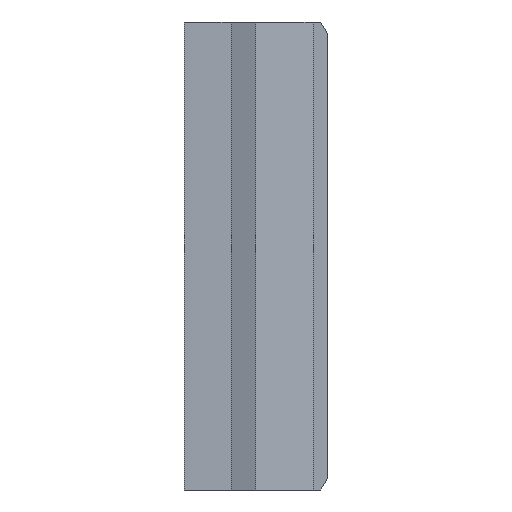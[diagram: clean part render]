
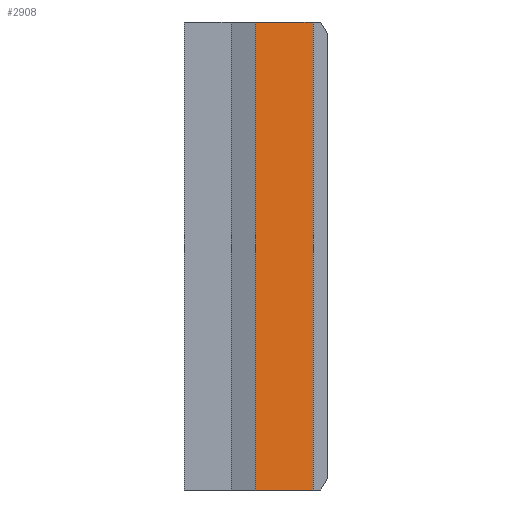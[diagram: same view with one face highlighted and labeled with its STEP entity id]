
A CAD part, left-side view. The second image highlights one B-rep face of the part: STEP entity #2908.
In plain terms, the highlighted planar face has unit normal (-0.766, -0.643, 0).
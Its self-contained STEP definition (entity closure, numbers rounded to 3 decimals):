
#27 = LINE ( 'NONE', #2248, #2650 ) ;
#100 = CARTESIAN_POINT ( 'NONE',  ( -20., -2.238, -18.3 ) ) ;
#249 = CARTESIAN_POINT ( 'NONE',  ( -24.106, 2.656, -20. ) ) ;
#280 = DIRECTION ( 'NONE',  ( -0.643, 0.766, 0. ) ) ;
#311 = VECTOR ( 'NONE', #280, 1000. ) ;
#321 = FACE_OUTER_BOUND ( 'NONE', #1381, .T. ) ;
#326 = LINE ( 'NONE', #2591, #3080 ) ;
#364 = EDGE_CURVE ( 'NONE', #2151, #1935, #27, .T. ) ;
#575 = DIRECTION ( 'NONE',  ( -0.643, 0.766, 0. ) ) ;
#592 = ORIENTED_EDGE ( 'NONE', *, *, #1966, .F. ) ;
#643 = EDGE_CURVE ( 'NONE', #1008, #2151, #326, .T. ) ;
#716 = ORIENTED_EDGE ( 'NONE', *, *, #2887, .F. ) ;
#948 = CARTESIAN_POINT ( 'NONE',  ( -24.106, 2.656, -18.3 ) ) ;
#977 = AXIS2_PLACEMENT_3D ( 'NONE', #948, #2381, #2938 ) ;
#1008 = VERTEX_POINT ( 'NONE', #1708 ) ;
#1103 = LINE ( 'NONE', #100, #1270 ) ;
#1115 = DIRECTION ( 'NONE',  ( 0., 0., -1. ) ) ;
#1163 = PLANE ( 'NONE',  #977 ) ;
#1270 = VECTOR ( 'NONE', #1115, 1000. ) ;
#1282 = ORIENTED_EDGE ( 'NONE', *, *, #364, .T. ) ;
#1381 = EDGE_LOOP ( 'NONE', ( #592, #716, #2494, #1282 ) ) ;
#1503 = CARTESIAN_POINT ( 'NONE',  ( -24.106, 2.656, 20. ) ) ;
#1708 = CARTESIAN_POINT ( 'NONE',  ( -20., -2.238, 20. ) ) ;
#1926 = CARTESIAN_POINT ( 'NONE',  ( -20., -2.238, -20. ) ) ;
#1935 = VERTEX_POINT ( 'NONE', #249 ) ;
#1966 = EDGE_CURVE ( 'NONE', #2554, #1935, #2084, .T. ) ;
#1970 = DIRECTION ( 'NONE',  ( 0., 0., -1. ) ) ;
#2084 = LINE ( 'NONE', #3118, #311 ) ;
#2151 = VERTEX_POINT ( 'NONE', #1503 ) ;
#2248 = CARTESIAN_POINT ( 'NONE',  ( -24.106, 2.656, -18.3 ) ) ;
#2381 = DIRECTION ( 'NONE',  ( -0.766, -0.643, 0. ) ) ;
#2494 = ORIENTED_EDGE ( 'NONE', *, *, #643, .T. ) ;
#2554 = VERTEX_POINT ( 'NONE', #1926 ) ;
#2591 = CARTESIAN_POINT ( 'NONE',  ( -24.106, 2.656, 20. ) ) ;
#2650 = VECTOR ( 'NONE', #1970, 1000. ) ;
#2887 = EDGE_CURVE ( 'NONE', #1008, #2554, #1103, .T. ) ;
#2908 = ADVANCED_FACE ( 'NONE', ( #321 ), #1163, .T. ) ;
#2938 = DIRECTION ( 'NONE',  ( 0.643, -0.766, 0. ) ) ;
#3080 = VECTOR ( 'NONE', #575, 1000. ) ;
#3118 = CARTESIAN_POINT ( 'NONE',  ( -24.106, 2.656, -20. ) ) ;
